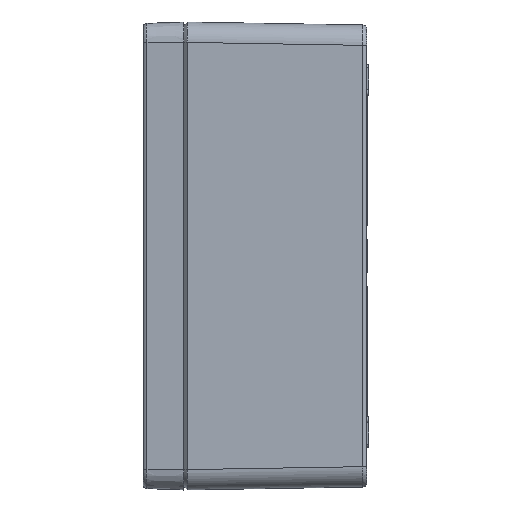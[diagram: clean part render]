
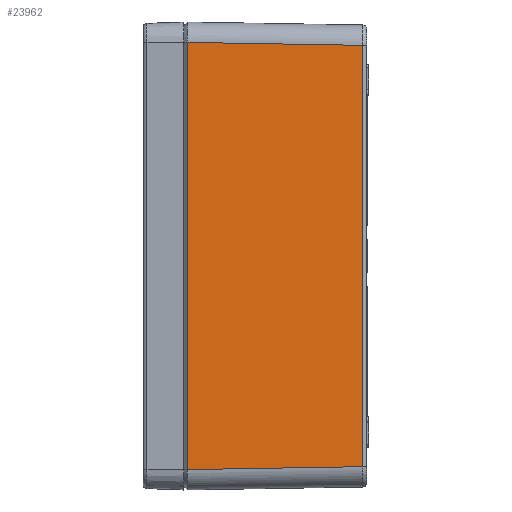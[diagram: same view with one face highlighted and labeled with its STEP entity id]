
A CAD part, left-side view. The second image highlights one B-rep face of the part: STEP entity #23962.
In plain terms, the highlighted planar face has unit normal (-1, -0.017, 0).
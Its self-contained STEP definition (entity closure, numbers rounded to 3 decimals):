
#12083 = CYLINDRICAL_SURFACE('',#12084,2.);
#12084 = AXIS2_PLACEMENT_3D('',#12085,#12086,#12087);
#12085 = CARTESIAN_POINT('',(-136.534,-88.,-115.));
#12086 = DIRECTION('',(0.,0.,-1.));
#12087 = DIRECTION('',(-1.,0.,0.));
#22151 = PLANE('',#22152);
#22152 = AXIS2_PLACEMENT_3D('',#22153,#22154,#22155);
#22153 = CARTESIAN_POINT('',(-138.253,0.,115.));
#22154 = DIRECTION('',(0.721,-0.693,0.));
#22155 = DIRECTION('',(0.693,0.721,0.));
#23962 = ADVANCED_FACE('',(#23963),#23977,.T.);
#23963 = FACE_BOUND('',#23964,.T.);
#23964 = EDGE_LOOP('',(#23965,#24000,#24023,#24051));
#23965 = ORIENTED_EDGE('',*,*,#23966,.T.);
#23966 = EDGE_CURVE('',#23967,#23969,#23971,.T.);
#23967 = VERTEX_POINT('',#23968);
#23968 = CARTESIAN_POINT('',(-139.97,-1.788,
    -104.972));
#23969 = VERTEX_POINT('',#23970);
#23970 = CARTESIAN_POINT('',(-138.534,-88.033,
    -103.535));
#23971 = SURFACE_CURVE('',#23972,(#23976,#23988),.PCURVE_S1.);
#23972 = LINE('',#23973,#23974);
#23973 = CARTESIAN_POINT('',(-140.003,0.166,
    -105.004));
#23974 = VECTOR('',#23975,1.);
#23975 = DIRECTION('',(0.017,-1.,0.017)
  );
#23976 = PCURVE('',#23977,#23982);
#23977 = PLANE('',#23978);
#23978 = AXIS2_PLACEMENT_3D('',#23979,#23980,#23981);
#23979 = CARTESIAN_POINT('',(-140.,0.,-115.));
#23980 = DIRECTION('',(-1.,-0.017,0.));
#23981 = DIRECTION('',(0.017,-1.,0.));
#23982 = DEFINITIONAL_REPRESENTATION('',(#23983),#23987);
#23983 = LINE('',#23984,#23985);
#23984 = CARTESIAN_POINT('',(-0.166,9.996));
#23985 = VECTOR('',#23986,1.);
#23986 = DIRECTION('',(1.,0.017));
#23987 = ( GEOMETRIC_REPRESENTATION_CONTEXT(2) 
PARAMETRIC_REPRESENTATION_CONTEXT() REPRESENTATION_CONTEXT('2D SPACE',''
  ) );
#23988 = PCURVE('',#23989,#23994);
#23989 = CYLINDRICAL_SURFACE('',#23990,10.);
#23990 = AXIS2_PLACEMENT_3D('',#23991,#23992,#23993);
#23991 = CARTESIAN_POINT('',(-130.004,0.333,
    -105.004));
#23992 = DIRECTION('',(-0.017,1.,-0.017)
  );
#23993 = DIRECTION('',(0.,0.017,
    1.));
#23994 = DEFINITIONAL_REPRESENTATION('',(#23995),#23999);
#23995 = LINE('',#23996,#23997);
#23996 = CARTESIAN_POINT('',(4.712,0.));
#23997 = VECTOR('',#23998,1.);
#23998 = DIRECTION('',(0.,-1.));
#23999 = ( GEOMETRIC_REPRESENTATION_CONTEXT(2) 
PARAMETRIC_REPRESENTATION_CONTEXT() REPRESENTATION_CONTEXT('2D SPACE',''
  ) );
#24000 = ORIENTED_EDGE('',*,*,#24001,.T.);
#24001 = EDGE_CURVE('',#23969,#24002,#24004,.T.);
#24002 = VERTEX_POINT('',#24003);
#24003 = CARTESIAN_POINT('',(-138.534,-88.033,
    103.535));
#24004 = SURFACE_CURVE('',#24005,(#24009,#24016),.PCURVE_S1.);
#24005 = LINE('',#24006,#24007);
#24006 = CARTESIAN_POINT('',(-138.534,-88.033,
    103.503));
#24007 = VECTOR('',#24008,1.);
#24008 = DIRECTION('',(0.,0.,1.));
#24009 = PCURVE('',#23977,#24010);
#24010 = DEFINITIONAL_REPRESENTATION('',(#24011),#24015);
#24011 = LINE('',#24012,#24013);
#24012 = CARTESIAN_POINT('',(88.046,218.503));
#24013 = VECTOR('',#24014,1.);
#24014 = DIRECTION('',(0.,1.));
#24015 = ( GEOMETRIC_REPRESENTATION_CONTEXT(2) 
PARAMETRIC_REPRESENTATION_CONTEXT() REPRESENTATION_CONTEXT('2D SPACE',''
  ) );
#24016 = PCURVE('',#12083,#24017);
#24017 = DEFINITIONAL_REPRESENTATION('',(#24018),#24022);
#24018 = LINE('',#24019,#24020);
#24019 = CARTESIAN_POINT('',(6.267,-218.503));
#24020 = VECTOR('',#24021,1.);
#24021 = DIRECTION('',(0.,-1.));
#24022 = ( GEOMETRIC_REPRESENTATION_CONTEXT(2) 
PARAMETRIC_REPRESENTATION_CONTEXT() REPRESENTATION_CONTEXT('2D SPACE',''
  ) );
#24023 = ORIENTED_EDGE('',*,*,#24024,.T.);
#24024 = EDGE_CURVE('',#24002,#24025,#24027,.T.);
#24025 = VERTEX_POINT('',#24026);
#24026 = CARTESIAN_POINT('',(-139.97,-1.788,
    104.972));
#24027 = SURFACE_CURVE('',#24028,(#24032,#24039),.PCURVE_S1.);
#24028 = LINE('',#24029,#24030);
#24029 = CARTESIAN_POINT('',(-139.939,-3.661,
    104.94));
#24030 = VECTOR('',#24031,1.);
#24031 = DIRECTION('',(-0.017,1.,0.017)
  );
#24032 = PCURVE('',#23977,#24033);
#24033 = DEFINITIONAL_REPRESENTATION('',(#24034),#24038);
#24034 = LINE('',#24035,#24036);
#24035 = CARTESIAN_POINT('',(3.662,219.94));
#24036 = VECTOR('',#24037,1.);
#24037 = DIRECTION('',(-1.,0.017));
#24038 = ( GEOMETRIC_REPRESENTATION_CONTEXT(2) 
PARAMETRIC_REPRESENTATION_CONTEXT() REPRESENTATION_CONTEXT('2D SPACE',''
  ) );
#24039 = PCURVE('',#24040,#24045);
#24040 = CYLINDRICAL_SURFACE('',#24041,10.);
#24041 = AXIS2_PLACEMENT_3D('',#24042,#24043,#24044);
#24042 = CARTESIAN_POINT('',(-129.94,-3.495,
    104.94));
#24043 = DIRECTION('',(-0.017,1.,0.017)
  );
#24044 = DIRECTION('',(0.,-0.017,
    1.));
#24045 = DEFINITIONAL_REPRESENTATION('',(#24046),#24050);
#24046 = LINE('',#24047,#24048);
#24047 = CARTESIAN_POINT('',(4.713,0.));
#24048 = VECTOR('',#24049,1.);
#24049 = DIRECTION('',(0.,1.));
#24050 = ( GEOMETRIC_REPRESENTATION_CONTEXT(2) 
PARAMETRIC_REPRESENTATION_CONTEXT() REPRESENTATION_CONTEXT('2D SPACE',''
  ) );
#24051 = ORIENTED_EDGE('',*,*,#24052,.T.);
#24052 = EDGE_CURVE('',#24025,#23967,#24053,.T.);
#24053 = SURFACE_CURVE('',#24054,(#24058,#24065),.PCURVE_S1.);
#24054 = LINE('',#24055,#24056);
#24055 = CARTESIAN_POINT('',(-139.97,-1.788,-115.));
#24056 = VECTOR('',#24057,1.);
#24057 = DIRECTION('',(0.,0.,-1.));
#24058 = PCURVE('',#23977,#24059);
#24059 = DEFINITIONAL_REPRESENTATION('',(#24060),#24064);
#24060 = LINE('',#24061,#24062);
#24061 = CARTESIAN_POINT('',(1.788,0.));
#24062 = VECTOR('',#24063,1.);
#24063 = DIRECTION('',(0.,-1.));
#24064 = ( GEOMETRIC_REPRESENTATION_CONTEXT(2) 
PARAMETRIC_REPRESENTATION_CONTEXT() REPRESENTATION_CONTEXT('2D SPACE',''
  ) );
#24065 = PCURVE('',#22151,#24066);
#24066 = DEFINITIONAL_REPRESENTATION('',(#24067),#24071);
#24067 = LINE('',#24068,#24069);
#24068 = CARTESIAN_POINT('',(-2.479,-230.));
#24069 = VECTOR('',#24070,1.);
#24070 = DIRECTION('',(0.,-1.));
#24071 = ( GEOMETRIC_REPRESENTATION_CONTEXT(2) 
PARAMETRIC_REPRESENTATION_CONTEXT() REPRESENTATION_CONTEXT('2D SPACE',''
  ) );
